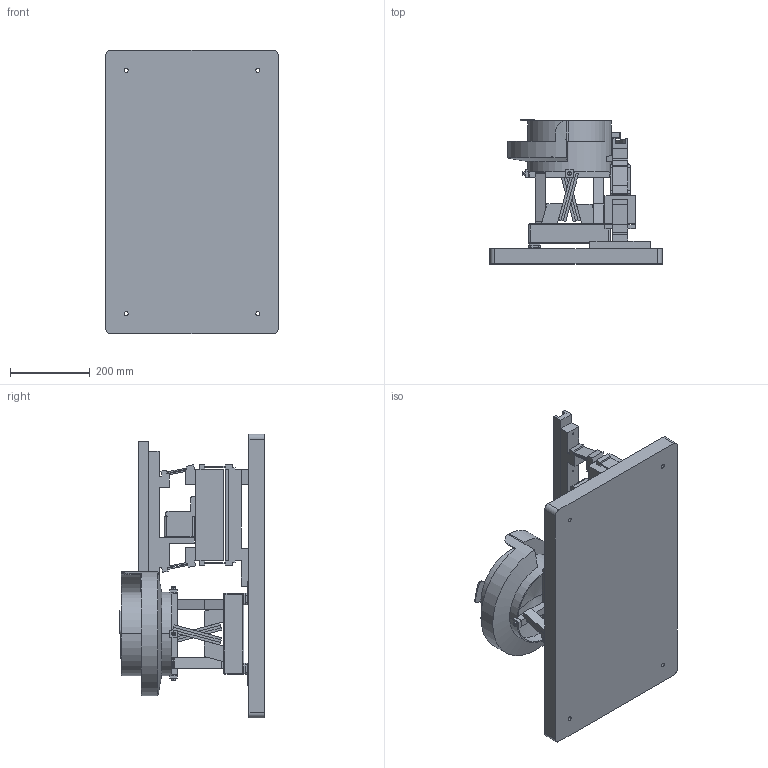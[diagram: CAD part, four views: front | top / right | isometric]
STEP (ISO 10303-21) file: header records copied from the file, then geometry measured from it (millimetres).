
FILE_DESCRIPTION (( 'STEP AP214' ), '1' );
FILE_NAME ('8 IN CW-001.STEP', '2025-08-19T17:28:58', ( '' ), ( '' ), 'SwSTEP 2.0', 'SolidWorks 2023', '' );
FILE_SCHEMA (( 'AUTOMOTIVE_DESIGN' ));
Length unit declared in the file: inch
Products named in the file (12): 8 IN CW basic; NEW CAD-005 6_ 8_10; 8 IN CW discharge; 8 IN CW bowl assy; 8 IN CW return Pan; 8 IN CW-002; S-2 DRIVE 2-28-23; 8cw base drive; HFC LOGO 6-10; 8 IN CW-001; HFC INLINE LOGO 6-10; GENERIC INLINE TRACK
Assembly tree (11 placements, depth 4):
  8 IN CW-001
    NEW CAD-005 6_ 8_10
    S-2 DRIVE 2-28-23
    GENERIC INLINE TRACK
    HFC LOGO 6-10
    HFC INLINE LOGO 6-10
    8 IN CW-002
      8cw base drive
      8 IN CW bowl assy
        8 IN CW basic
        8 IN CW return Pan
        8 IN CW discharge
Bounding box: 431.8 x 361.8 x 711.2 mm (x, y, z)
Volume: 18023846.1 mm3; surface area: 1808804.3 mm2
Topology: 81 solids, 81 shells, 1153 faces, 2860 edges, 1856 vertices
Faces by surface type: plane 702, cylinder 199, bspline 198, cone 38, torus 8, sphere 8
Entity records: 46803 total; most frequent: CARTESIAN_POINT 19095, ORIENTED_EDGE 5664, DIRECTION 4815, EDGE_CURVE 2832, LINE 1967, VECTOR 1967, VERTEX_POINT 1856, AXIS2_PLACEMENT_3D 1424
